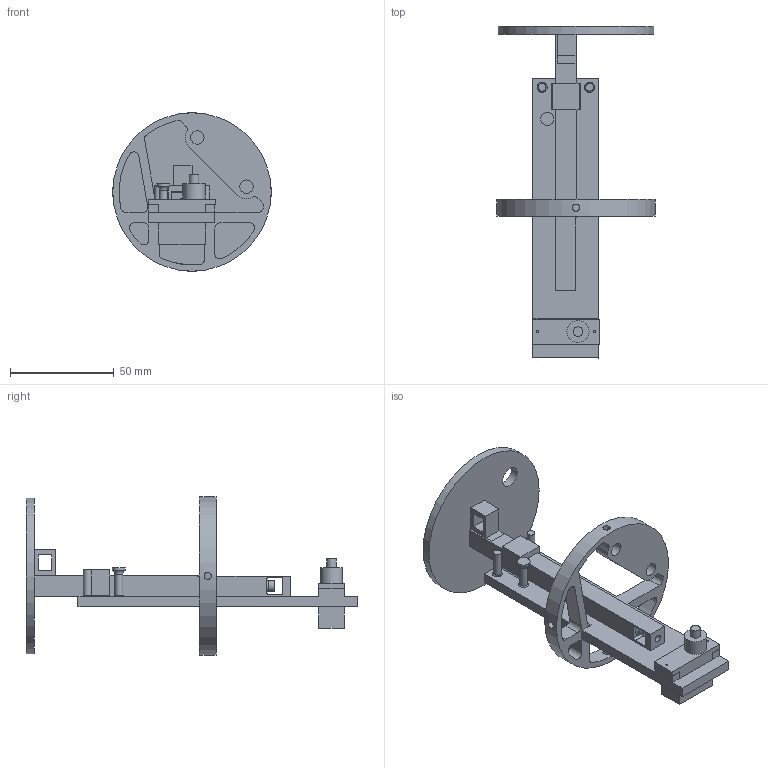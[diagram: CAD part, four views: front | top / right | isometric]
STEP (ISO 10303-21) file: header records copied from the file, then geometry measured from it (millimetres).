
FILE_DESCRIPTION(/* description */ ('STEP AP242','CAx-IF Rec.Pracs.---Representation and Presentation of Product Manufacturing Information (PMI)---4.0---2014-10-13','CAx-IF Rec.Pracs.---3D Tessellated Geometry---0.4---2014-09-14','2;1'),/* implementation_level */ '2;1');
FILE_NAME(/* name */ '68866a18c2c7e47ac8c2af84',/* time_stamp */ '2025-07-27T18:04:08Z',/* author */ (''),/* organization */ (''),/* preprocessor_version */ 'ST-DEVELOPER v20',/* originating_system */ 'ONSHAPE BY PTC INC, 1.201',/* authorisation */ ' ');
FILE_SCHEMA (('AP242_MANAGED_MODEL_BASED_3D_ENGINEERING_MIM_LF { 1 0 10303 442 1 1 4 }'));
Length unit declared in the file: metre
Products named in the file (5): Main assembly; Assembly 1 <2>; Part 1
Assembly tree (4 placements, depth 3):
  Main assembly
    Assembly 1 <2>
      Part 1
      Part 1
      Part 1
Bounding box: 76.2 x 159.58 x 76.2 mm (x, y, z)
Volume: 73628.4 mm3; surface area: 38662.8 mm2
Topology: 3 solids, 3 shells, 140 faces, 376 edges, 248 vertices
Faces by surface type: plane 83, cylinder 52, torus 5
Full cylindrical faces by diameter (mm): 1 x2, 2 x2, 3.5 x5, 3.81 x3, 4.6 x1, 5 x1, 6.248 x1, 6.477 x2, 10 x1, 10.6 x1, 74.93 x1, 76.2 x1
Entity records: 4422 total; most frequent: CARTESIAN_POINT 798, DIRECTION 728, ORIENTED_EDGE 686, EDGE_CURVE 343, AXIS2_PLACEMENT_3D 248, VERTEX_POINT 242, LINE 232, VECTOR 232
